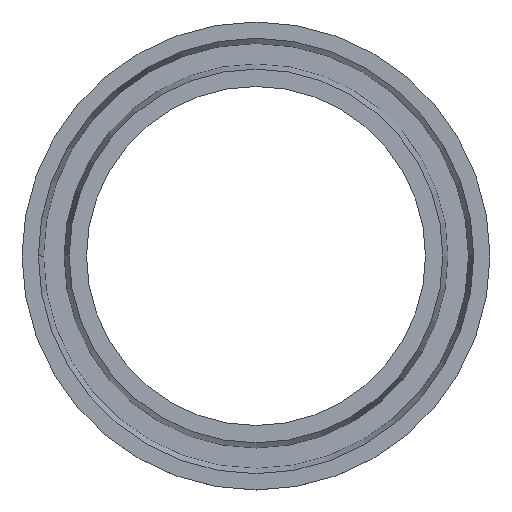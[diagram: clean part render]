
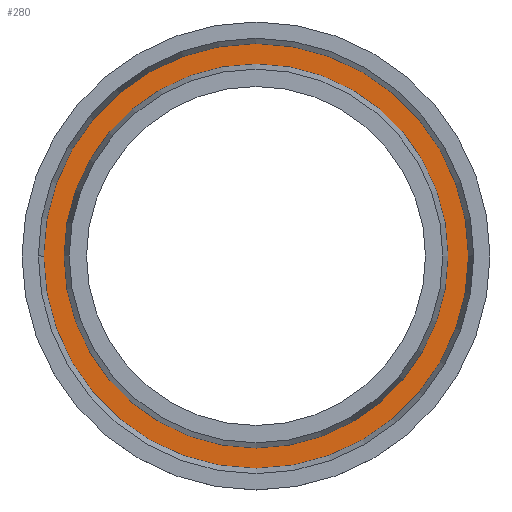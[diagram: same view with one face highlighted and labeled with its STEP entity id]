
A CAD part, top view. The second image highlights one B-rep face of the part: STEP entity #280.
In plain terms, the highlighted planar face has unit normal (0, 0, 1).
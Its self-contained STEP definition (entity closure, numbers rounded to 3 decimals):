
#3 = DIRECTION ( 'NONE',  ( 0., 0., 1. ) ) ;
#22 = CARTESIAN_POINT ( 'NONE',  ( 40.2, 0., 4. ) ) ;
#25 = ORIENTED_EDGE ( 'NONE', *, *, #361, .F. ) ;
#49 = AXIS2_PLACEMENT_3D ( 'NONE', #304, #195, #300 ) ;
#52 = CARTESIAN_POINT ( 'NONE',  ( 0., 0., 4. ) ) ;
#53 = VERTEX_POINT ( 'NONE', #435 ) ;
#57 = CARTESIAN_POINT ( 'NONE',  ( -40.2, 0., 4. ) ) ;
#63 = ORIENTED_EDGE ( 'NONE', *, *, #219, .T. ) ;
#100 = CIRCLE ( 'NONE', #400, 40.2 ) ;
#128 = DIRECTION ( 'NONE',  ( 0., 0., 1. ) ) ;
#153 = CARTESIAN_POINT ( 'NONE',  ( 49.117, 49.117, 4. ) ) ;
#159 = CIRCLE ( 'NONE', #194, 45.304 ) ;
#175 = ORIENTED_EDGE ( 'NONE', *, *, #337, .T. ) ;
#194 = AXIS2_PLACEMENT_3D ( 'NONE', #52, #128, #339 ) ;
#195 = DIRECTION ( 'NONE',  ( 0., 0., 1. ) ) ;
#218 = VERTEX_POINT ( 'NONE', #447 ) ;
#219 = EDGE_CURVE ( 'NONE', #218, #53, #409, .T. ) ;
#244 = EDGE_LOOP ( 'NONE', ( #63, #175 ) ) ;
#258 = EDGE_LOOP ( 'NONE', ( #25, #417 ) ) ;
#267 = DIRECTION ( 'NONE',  ( 0., 0., 1. ) ) ;
#280 = ADVANCED_FACE ( 'NONE', ( #471, #320 ), #336, .T. ) ;
#297 = CIRCLE ( 'NONE', #49, 40.2 ) ;
#300 = DIRECTION ( 'NONE',  ( -1., 0., 0. ) ) ;
#304 = CARTESIAN_POINT ( 'NONE',  ( 0., 0., 4. ) ) ;
#320 = FACE_OUTER_BOUND ( 'NONE', #244, .T. ) ;
#336 = PLANE ( 'NONE',  #425 ) ;
#337 = EDGE_CURVE ( 'NONE', #53, #218, #159, .T. ) ;
#339 = DIRECTION ( 'NONE',  ( -1., 0., 0. ) ) ;
#342 = CARTESIAN_POINT ( 'NONE',  ( 0., 0., 4. ) ) ;
#345 = DIRECTION ( 'NONE',  ( 0., 0., 1. ) ) ;
#347 = EDGE_CURVE ( 'NONE', #456, #464, #297, .T. ) ;
#361 = EDGE_CURVE ( 'NONE', #464, #456, #100, .T. ) ;
#378 = DIRECTION ( 'NONE',  ( -1., 0., 0. ) ) ;
#400 = AXIS2_PLACEMENT_3D ( 'NONE', #342, #345, #378 ) ;
#406 = DIRECTION ( 'NONE',  ( 1., 0., 0. ) ) ;
#409 = CIRCLE ( 'NONE', #461, 45.304 ) ;
#417 = ORIENTED_EDGE ( 'NONE', *, *, #347, .F. ) ;
#420 = DIRECTION ( 'NONE',  ( -1., 0., 0. ) ) ;
#425 = AXIS2_PLACEMENT_3D ( 'NONE', #153, #3, #406 ) ;
#435 = CARTESIAN_POINT ( 'NONE',  ( 45.304, 0., 4. ) ) ;
#447 = CARTESIAN_POINT ( 'NONE',  ( -45.304, 0., 4. ) ) ;
#452 = CARTESIAN_POINT ( 'NONE',  ( 0., 0., 4. ) ) ;
#456 = VERTEX_POINT ( 'NONE', #22 ) ;
#461 = AXIS2_PLACEMENT_3D ( 'NONE', #452, #267, #420 ) ;
#464 = VERTEX_POINT ( 'NONE', #57 ) ;
#471 = FACE_BOUND ( 'NONE', #258, .T. ) ;
